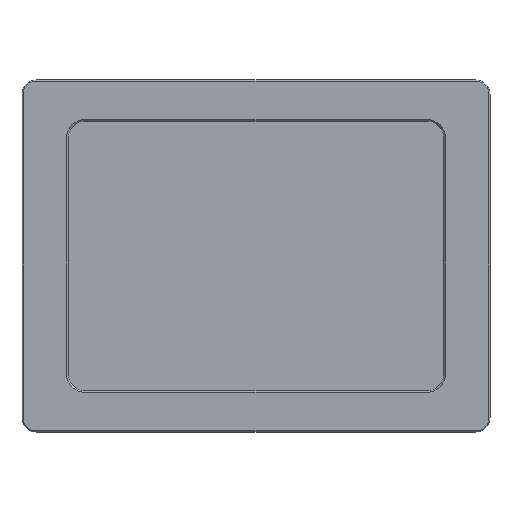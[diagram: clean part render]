
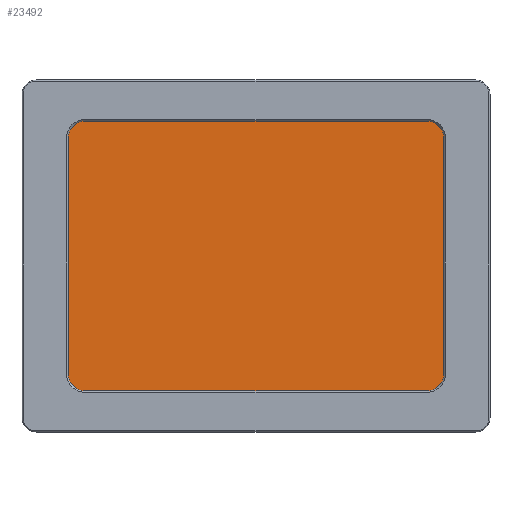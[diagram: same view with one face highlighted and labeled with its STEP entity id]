
A CAD part, top view. The second image highlights one B-rep face of the part: STEP entity #23492.
In plain terms, the highlighted planar face has unit normal (0, 0, 1).
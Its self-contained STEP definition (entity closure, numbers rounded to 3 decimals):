
#2274=PLANE('',#24895);
#3112=FACE_OUTER_BOUND('',#4472,.T.);
#4472=EDGE_LOOP('',(#17231,#17232,#17233,#17234,#17235,#17236,#17237,#17238));
#6614=LINE('',#39073,#8417);
#6615=LINE('',#39077,#8418);
#6616=LINE('',#39081,#8419);
#6617=LINE('',#39085,#8420);
#8417=VECTOR('',#26927,0.394);
#8418=VECTOR('',#26930,0.394);
#8419=VECTOR('',#26933,0.394);
#8420=VECTOR('',#26936,0.394);
#10037=CIRCLE('',#24896,0.419);
#10038=CIRCLE('',#24897,0.419);
#10039=CIRCLE('',#24898,0.419);
#10040=CIRCLE('',#24899,0.419);
#10829=VERTEX_POINT('',#39071);
#10830=VERTEX_POINT('',#39072);
#10831=VERTEX_POINT('',#39074);
#10832=VERTEX_POINT('',#39076);
#10833=VERTEX_POINT('',#39078);
#10834=VERTEX_POINT('',#39080);
#10835=VERTEX_POINT('',#39082);
#10836=VERTEX_POINT('',#39084);
#13277=EDGE_CURVE('',#10829,#10830,#6614,.T.);
#13278=EDGE_CURVE('',#10831,#10829,#10037,.T.);
#13279=EDGE_CURVE('',#10832,#10831,#6615,.T.);
#13280=EDGE_CURVE('',#10833,#10832,#10038,.T.);
#13281=EDGE_CURVE('',#10834,#10833,#6616,.T.);
#13282=EDGE_CURVE('',#10835,#10834,#10039,.T.);
#13283=EDGE_CURVE('',#10836,#10835,#6617,.T.);
#13284=EDGE_CURVE('',#10830,#10836,#10040,.T.);
#17231=ORIENTED_EDGE('',*,*,#13277,.F.);
#17232=ORIENTED_EDGE('',*,*,#13278,.F.);
#17233=ORIENTED_EDGE('',*,*,#13279,.F.);
#17234=ORIENTED_EDGE('',*,*,#13280,.F.);
#17235=ORIENTED_EDGE('',*,*,#13281,.F.);
#17236=ORIENTED_EDGE('',*,*,#13282,.F.);
#17237=ORIENTED_EDGE('',*,*,#13283,.F.);
#17238=ORIENTED_EDGE('',*,*,#13284,.F.);
#23492=ADVANCED_FACE('',(#3112),#2274,.T.);
#24895=AXIS2_PLACEMENT_3D('',#39070,#26925,#26926);
#24896=AXIS2_PLACEMENT_3D('',#39075,#26928,#26929);
#24897=AXIS2_PLACEMENT_3D('',#39079,#26931,#26932);
#24898=AXIS2_PLACEMENT_3D('',#39083,#26934,#26935);
#24899=AXIS2_PLACEMENT_3D('',#39086,#26937,#26938);
#26925=DIRECTION('center_axis',(0.,0.,
1.));
#26926=DIRECTION('ref_axis',(1.,0.,0.));
#26927=DIRECTION('',(0.,-1.,0.));
#26928=DIRECTION('center_axis',(0.,0.,
-1.));
#26929=DIRECTION('ref_axis',(-1.,0.,0.));
#26930=DIRECTION('',(1.,0.,0.));
#26931=DIRECTION('center_axis',(0.,0.,
-1.));
#26932=DIRECTION('ref_axis',(0.,-1.,0.));
#26933=DIRECTION('',(0.,1.,0.));
#26934=DIRECTION('center_axis',(0.,0.,
-1.));
#26935=DIRECTION('ref_axis',(1.,0.,0.));
#26936=DIRECTION('',(-1.,0.,0.));
#26937=DIRECTION('center_axis',(0.,0.,
-1.));
#26938=DIRECTION('ref_axis',(0.,1.,0.));
#39070=CARTESIAN_POINT('Origin',(7.152,4.478,0.554));
#39071=CARTESIAN_POINT('',(11.943,7.55,0.554));
#39072=CARTESIAN_POINT('',(11.943,1.479,0.554));
#39073=CARTESIAN_POINT('',(11.943,6.014,0.554));
#39074=CARTESIAN_POINT('',(11.524,7.968,0.554));
#39075=CARTESIAN_POINT('Origin',(11.524,7.55,0.554));
#39076=CARTESIAN_POINT('',(2.731,7.968,0.554));
#39077=CARTESIAN_POINT('',(4.942,7.968,0.554));
#39078=CARTESIAN_POINT('',(2.313,7.55,0.554));
#39079=CARTESIAN_POINT('Origin',(2.731,7.55,0.554));
#39080=CARTESIAN_POINT('',(2.313,1.479,0.554));
#39081=CARTESIAN_POINT('',(2.313,2.978,0.554));
#39082=CARTESIAN_POINT('',(2.731,1.06,0.554));
#39083=CARTESIAN_POINT('Origin',(2.731,1.479,0.554));
#39084=CARTESIAN_POINT('',(11.524,1.06,0.554));
#39085=CARTESIAN_POINT('',(9.338,1.06,0.554));
#39086=CARTESIAN_POINT('Origin',(11.524,1.479,0.554));
